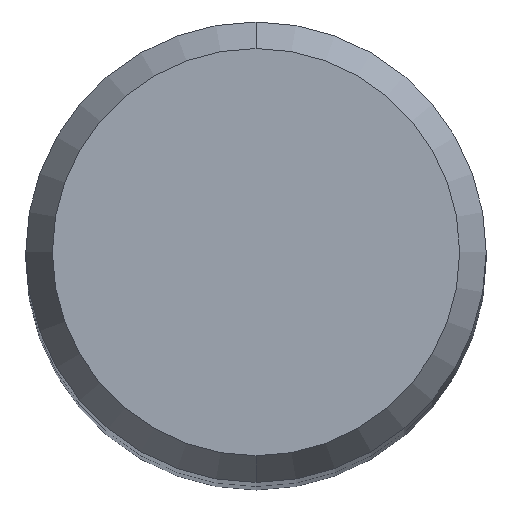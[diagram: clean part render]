
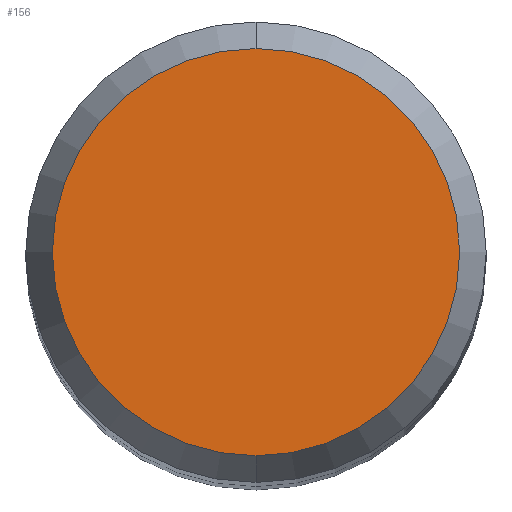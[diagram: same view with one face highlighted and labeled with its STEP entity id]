
A CAD part, top view. The second image highlights one B-rep face of the part: STEP entity #156.
In plain terms, the highlighted planar face has unit normal (0, 0, 1).
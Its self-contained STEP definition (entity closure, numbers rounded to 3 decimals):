
#156=ADVANCED_FACE('',(#405),#406,.T.);
#248=EDGE_CURVE('',#286,#292,#509,.T.);
#286=VERTEX_POINT('',#549);
#292=VERTEX_POINT('',#555);
#318=EDGE_CURVE('',#292,#286,#582,.T.);
#405=FACE_OUTER_BOUND('',#700,.T.);
#406=PLANE('',#701);
#509=CIRCLE('',#912,4.423);
#549=CARTESIAN_POINT('',(0.,-4.423,0.0));
#555=CARTESIAN_POINT('',(0.0,4.423,0.0));
#582=CIRCLE('',#1057,4.423);
#700=EDGE_LOOP('',(#1240,#1241));
#701=AXIS2_PLACEMENT_3D('',#1242,#1243,#1244);
#912=AXIS2_PLACEMENT_3D('',#1366,#1367,#1368);
#1057=AXIS2_PLACEMENT_3D('',#1418,#1419,#1420);
#1240=ORIENTED_EDGE('',*,*,#318,.F.);
#1241=ORIENTED_EDGE('',*,*,#248,.F.);
#1242=CARTESIAN_POINT('',(0.0,2.211,0.0));
#1243=DIRECTION('',(-0.0,0.0,1.0));
#1244=DIRECTION('',(0.0,-1.0,0.0));
#1366=CARTESIAN_POINT('',(0.0,0.0,0.0));
#1367=DIRECTION('',(0.0,0.0,-1.0));
#1368=DIRECTION('',(0.0,1.0,0.0));
#1418=CARTESIAN_POINT('',(0.0,0.0,0.0));
#1419=DIRECTION('',(0.0,0.0,-1.0));
#1420=DIRECTION('',(0.0,1.0,0.0));
